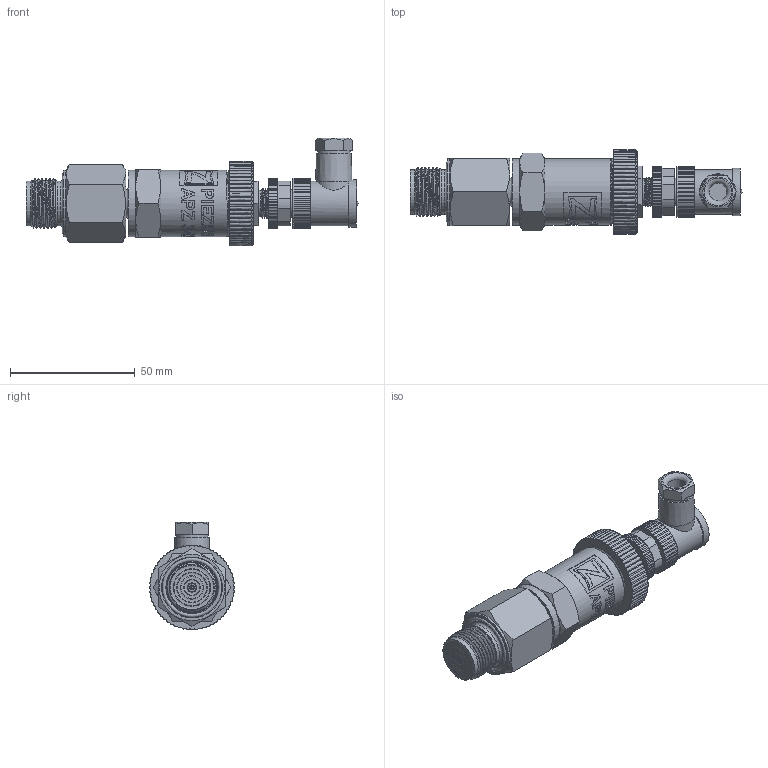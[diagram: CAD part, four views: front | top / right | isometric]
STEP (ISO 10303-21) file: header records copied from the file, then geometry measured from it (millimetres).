
FILE_DESCRIPTION(/* description */ (''),/* implementation_level */ '2;1');
FILE_NAME(/* name */ 'APZ3420m_M20x1,5DIN-flush_3.step',/* time_stamp */ '2021-07-06T15:21:54+03:00',/* author */ (''),/* organization */ (''),/* preprocessor_version */ 'ST-DEVELOPER v18.1',/* originating_system */ 'Autodesk Translation Framework v10.9.0.1377',/* authorisation */ '');
FILE_SCHEMA (('AUTOMOTIVE_DESIGN { 1 0 10303 214 3 1 1 }'));
Length unit declared in the file: millimetre
Products named in the file (7): АПЗ 3420м заполненная; G 1/4 EN; OMAL nut M27x1.5; Ш100.000.002; M12x1 male; M12x1 female angular; M20x1,5DIN diaphragm 18 v8 (1)
Assembly tree (6 placements, depth 2):
  АПЗ 3420м заполненная
    G 1/4 EN
    OMAL nut M27x1.5
    Ш100.000.002
    M12x1 male
    M12x1 female angular
    M20x1,5DIN diaphragm 18 v8 (1)
Bounding box: 133.07 x 34 x 43.2 mm (x, y, z)
Volume: 63578.1 mm3; surface area: 25907 mm2
Topology: 19 solids, 19 shells, 1103 faces, 3038 edges, 2033 vertices
Faces by surface type: bspline 490, cylinder 361, plane 198, cone 34, torus 19, sphere 1
Full cylindrical faces by diameter (mm): 1 x12, 1.5 x4, 2 x1, 3.3 x1, 4 x1, 5 x2, 5.1 x1, 7 x1, 8 x1, 8.2 x1, 9.471 x2, 9.5 x2, 10.6 x2, 10.741 x6, 11 x1, 11.035 x4, 11.156 x1, 11.445 x4, 11.884 x5, 12.152 x4, 13 x1, 13.157 x9, 14 x1, 14.137 x4, 14.526 x3, 15.85 x3, 16.203 x3, 18 x3, 18.137 x5, 19 x1
Entity records: 68136 total; most frequent: CARTESIAN_POINT 43563, ORIENTED_EDGE 6074, DIRECTION 3467, EDGE_CURVE 3037, VERTEX_POINT 2033, B_SPLINE_CURVE_WITH_KNOTS 1346, AXIS2_PLACEMENT_3D 1253, EDGE_LOOP 1184
